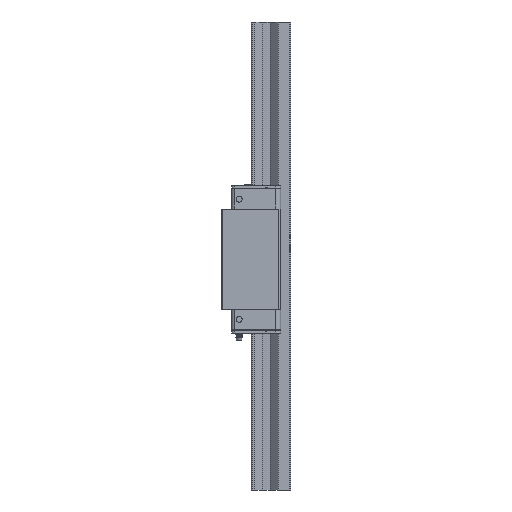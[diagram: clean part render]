
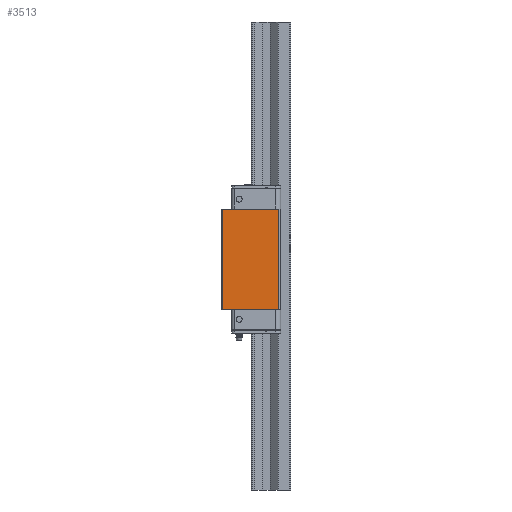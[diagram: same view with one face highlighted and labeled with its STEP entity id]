
A CAD part, left-side view. The second image highlights one B-rep face of the part: STEP entity #3513.
In plain terms, the highlighted planar face has unit normal (-1, 0, 0).
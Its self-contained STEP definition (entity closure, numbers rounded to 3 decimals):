
#2494 = DIRECTION ( 'NONE',  ( 0., 1., 0. ) ) ;
#2697 = CARTESIAN_POINT ( 'NONE',  ( -43., -58., 101.3 ) ) ;
#3513 = ADVANCED_FACE ( 'NONE', ( #50092 ), #44925, .F. ) ;
#4516 = CARTESIAN_POINT ( 'NONE',  ( -43., -58., 101.3 ) ) ;
#5508 = LINE ( 'NONE', #2697, #26125 ) ;
#6217 = EDGE_LOOP ( 'NONE', ( #47533, #48964, #25128, #7303 ) ) ;
#7303 = ORIENTED_EDGE ( 'NONE', *, *, #17971, .T. ) ;
#15034 = CARTESIAN_POINT ( 'NONE',  ( -43., 0., 101.3 ) ) ;
#17400 = LINE ( 'NONE', #26874, #47021 ) ;
#17971 = EDGE_CURVE ( 'NONE', #25884, #47348, #17400, .T. ) ;
#21814 = CARTESIAN_POINT ( 'NONE',  ( -43., 0., 101.3 ) ) ;
#23349 = DIRECTION ( 'NONE',  ( 0., -1., 0. ) ) ;
#24896 = EDGE_CURVE ( 'NONE', #25884, #42318, #38888, .T. ) ;
#25128 = ORIENTED_EDGE ( 'NONE', *, *, #24896, .F. ) ;
#25681 = DIRECTION ( 'NONE',  ( 1., 0., 0. ) ) ;
#25884 = VERTEX_POINT ( 'NONE', #28553 ) ;
#26072 = EDGE_CURVE ( 'NONE', #42318, #26539, #5508, .T. ) ;
#26125 = VECTOR ( 'NONE', #29720, 1000. ) ;
#26539 = VERTEX_POINT ( 'NONE', #30151 ) ;
#26587 = VECTOR ( 'NONE', #23349, 1000. ) ;
#26874 = CARTESIAN_POINT ( 'NONE',  ( -43., -1., 101.3 ) ) ;
#27027 = DIRECTION ( 'NONE',  ( 0., 0., -1. ) ) ;
#27580 = AXIS2_PLACEMENT_3D ( 'NONE', #21814, #25681, #2494 ) ;
#28553 = CARTESIAN_POINT ( 'NONE',  ( -43., -1., 101.3 ) ) ;
#29720 = DIRECTION ( 'NONE',  ( 0., 0., -1. ) ) ;
#29812 = VECTOR ( 'NONE', #42516, 1000. ) ;
#30151 = CARTESIAN_POINT ( 'NONE',  ( -43., -58., 0. ) ) ;
#30813 = CARTESIAN_POINT ( 'NONE',  ( -43., -1., 0. ) ) ;
#36804 = LINE ( 'NONE', #46517, #26587 ) ;
#38888 = LINE ( 'NONE', #15034, #29812 ) ;
#42318 = VERTEX_POINT ( 'NONE', #4516 ) ;
#42516 = DIRECTION ( 'NONE',  ( 0., -1., 0. ) ) ;
#43677 = EDGE_CURVE ( 'NONE', #47348, #26539, #36804, .T. ) ;
#44925 = PLANE ( 'NONE',  #27580 ) ;
#46517 = CARTESIAN_POINT ( 'NONE',  ( -43., 0., 0. ) ) ;
#47021 = VECTOR ( 'NONE', #27027, 1000. ) ;
#47348 = VERTEX_POINT ( 'NONE', #30813 ) ;
#47533 = ORIENTED_EDGE ( 'NONE', *, *, #43677, .T. ) ;
#48964 = ORIENTED_EDGE ( 'NONE', *, *, #26072, .F. ) ;
#50092 = FACE_OUTER_BOUND ( 'NONE', #6217, .T. ) ;
